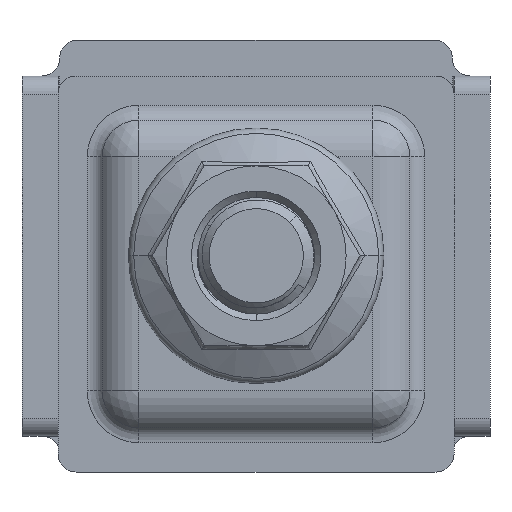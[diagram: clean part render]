
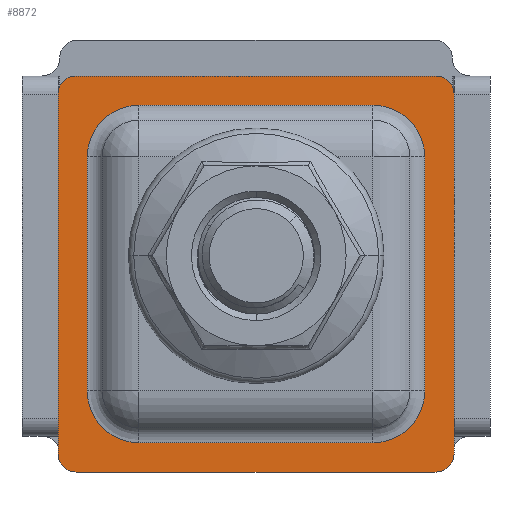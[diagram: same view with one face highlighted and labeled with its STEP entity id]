
A CAD part, front view. The second image highlights one B-rep face of the part: STEP entity #8872.
In plain terms, the highlighted face is planar.
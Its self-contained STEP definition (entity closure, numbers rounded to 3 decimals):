
#8201=CARTESIAN_POINT('',(10.,-10.,2.));
#8202=DIRECTION('',(0.,0.,-1.));
#8203=DIRECTION('',(1.,0.,0.));
#8204=AXIS2_PLACEMENT_3D('',#8201,#8202,#8203);
#8206=DIRECTION('',(1.,0.,0.));
#8207=VECTOR('',#8206,20.);
#8208=CARTESIAN_POINT('',(-10.,-11.,2.));
#8209=LINE('',#8208,#8207);
#8210=CARTESIAN_POINT('',(-10.,-10.,2.));
#8211=DIRECTION('',(0.,0.,-1.));
#8212=DIRECTION('',(0.,-1.,0.));
#8213=AXIS2_PLACEMENT_3D('',#8210,#8211,#8212);
#8215=DIRECTION('',(0.,-1.,0.));
#8216=VECTOR('',#8215,20.);
#8217=CARTESIAN_POINT('',(-11.,10.,2.));
#8218=LINE('',#8217,#8216);
#8219=CARTESIAN_POINT('',(-10.,10.,2.));
#8220=DIRECTION('',(0.,0.,-1.));
#8221=DIRECTION('',(-1.,0.,0.));
#8222=AXIS2_PLACEMENT_3D('',#8219,#8220,#8221);
#8224=DIRECTION('',(-1.,0.,0.));
#8225=VECTOR('',#8224,20.);
#8226=CARTESIAN_POINT('',(10.,11.,2.));
#8227=LINE('',#8226,#8225);
#8228=CARTESIAN_POINT('',(10.,10.,2.));
#8229=DIRECTION('',(0.,0.,-1.));
#8230=DIRECTION('',(0.,1.,0.));
#8231=AXIS2_PLACEMENT_3D('',#8228,#8229,#8230);
#8233=DIRECTION('',(0.,1.,0.));
#8234=VECTOR('',#8233,20.);
#8235=CARTESIAN_POINT('',(11.,-10.,2.));
#8236=LINE('',#8235,#8234);
#8237=CARTESIAN_POINT('',(6.5,6.5,2.));
#8238=DIRECTION('',(0.,0.,1.));
#8239=DIRECTION('',(1.,0.,0.));
#8240=AXIS2_PLACEMENT_3D('',#8237,#8238,#8239);
#8242=DIRECTION('',(-1.,0.,0.));
#8243=VECTOR('',#8242,13.);
#8244=CARTESIAN_POINT('',(6.5,9.372,2.));
#8245=LINE('',#8244,#8243);
#8246=CARTESIAN_POINT('',(-6.5,6.5,2.));
#8247=DIRECTION('',(0.,0.,1.));
#8248=DIRECTION('',(0.,1.,0.));
#8249=AXIS2_PLACEMENT_3D('',#8246,#8247,#8248);
#8251=DIRECTION('',(0.,-1.,0.));
#8252=VECTOR('',#8251,13.);
#8253=CARTESIAN_POINT('',(-9.372,6.5,2.));
#8254=LINE('',#8253,#8252);
#8255=CARTESIAN_POINT('',(-6.5,-6.5,2.));
#8256=DIRECTION('',(0.,0.,1.));
#8257=DIRECTION('',(-1.,0.,0.));
#8258=AXIS2_PLACEMENT_3D('',#8255,#8256,#8257);
#8260=DIRECTION('',(1.,0.,0.));
#8261=VECTOR('',#8260,13.);
#8262=CARTESIAN_POINT('',(-6.5,-9.372,2.));
#8263=LINE('',#8262,#8261);
#8264=CARTESIAN_POINT('',(6.5,-6.5,2.));
#8265=DIRECTION('',(0.,0.,1.));
#8266=DIRECTION('',(0.,-1.,0.));
#8267=AXIS2_PLACEMENT_3D('',#8264,#8265,#8266);
#8269=DIRECTION('',(0.,1.,0.));
#8270=VECTOR('',#8269,13.);
#8271=CARTESIAN_POINT('',(9.372,-6.5,2.));
#8272=LINE('',#8271,#8270);
#8581=CARTESIAN_POINT('',(11.,-10.,2.));
#8582=CARTESIAN_POINT('',(10.,-11.,2.));
#8583=VERTEX_POINT('',#8581);
#8584=VERTEX_POINT('',#8582);
#8585=CARTESIAN_POINT('',(11.,10.,2.));
#8586=VERTEX_POINT('',#8585);
#8587=CARTESIAN_POINT('',(10.,11.,2.));
#8588=VERTEX_POINT('',#8587);
#8589=CARTESIAN_POINT('',(-10.,11.,2.));
#8590=VERTEX_POINT('',#8589);
#8591=CARTESIAN_POINT('',(-11.,10.,2.));
#8592=VERTEX_POINT('',#8591);
#8593=CARTESIAN_POINT('',(-11.,-10.,2.));
#8594=VERTEX_POINT('',#8593);
#8595=CARTESIAN_POINT('',(-10.,-11.,2.));
#8596=VERTEX_POINT('',#8595);
#8613=CARTESIAN_POINT('',(9.372,6.5,2.));
#8614=CARTESIAN_POINT('',(6.5,9.372,2.));
#8615=VERTEX_POINT('',#8613);
#8616=VERTEX_POINT('',#8614);
#8621=CARTESIAN_POINT('',(-6.5,9.372,2.));
#8622=VERTEX_POINT('',#8621);
#8625=CARTESIAN_POINT('',(-9.372,6.5,2.));
#8626=VERTEX_POINT('',#8625);
#8629=CARTESIAN_POINT('',(-9.372,-6.5,2.));
#8630=VERTEX_POINT('',#8629);
#8633=CARTESIAN_POINT('',(-6.5,-9.372,2.));
#8634=VERTEX_POINT('',#8633);
#8637=CARTESIAN_POINT('',(6.5,-9.372,2.));
#8638=VERTEX_POINT('',#8637);
#8641=CARTESIAN_POINT('',(9.372,-6.5,2.));
#8642=VERTEX_POINT('',#8641);
#8839=CARTESIAN_POINT('',(0.,0.,2.));
#8840=DIRECTION('',(0.,0.,1.));
#8841=DIRECTION('',(1.,0.,0.));
#8842=AXIS2_PLACEMENT_3D('',#8839,#8840,#8841);
#8843=PLANE('',#8842);
#8844=ORIENTED_EDGE('',*,*,#8735,.T.);
#8845=ORIENTED_EDGE('',*,*,#8750,.F.);
#8846=ORIENTED_EDGE('',*,*,#8764,.T.);
#8847=ORIENTED_EDGE('',*,*,#8778,.F.);
#8848=ORIENTED_EDGE('',*,*,#8792,.T.);
#8849=ORIENTED_EDGE('',*,*,#8806,.F.);
#8850=ORIENTED_EDGE('',*,*,#8820,.T.);
#8851=ORIENTED_EDGE('',*,*,#8833,.F.);
#8852=EDGE_LOOP('',(#8844,#8845,#8846,#8847,#8848,#8849,#8850,#8851));
#8853=FACE_OUTER_BOUND('',#8852,.F.);
#8855=ORIENTED_EDGE('',*,*,#8854,.T.);
#8857=ORIENTED_EDGE('',*,*,#8856,.T.);
#8859=ORIENTED_EDGE('',*,*,#8858,.T.);
#8861=ORIENTED_EDGE('',*,*,#8860,.T.);
#8863=ORIENTED_EDGE('',*,*,#8862,.T.);
#8865=ORIENTED_EDGE('',*,*,#8864,.T.);
#8867=ORIENTED_EDGE('',*,*,#8866,.T.);
#8869=ORIENTED_EDGE('',*,*,#8868,.T.);
#8870=EDGE_LOOP('',(#8855,#8857,#8859,#8861,#8863,#8865,#8867,#8869));
#8871=FACE_BOUND('',#8870,.F.);
#8872=ADVANCED_FACE('',(#8853,#8871),#8843,.T.);
#8205=CIRCLE('',#8204,1.);
#8214=CIRCLE('',#8213,1.);
#8223=CIRCLE('',#8222,1.);
#8232=CIRCLE('',#8231,1.);
#8241=CIRCLE('',#8240,2.872);
#8250=CIRCLE('',#8249,2.872);
#8259=CIRCLE('',#8258,2.872);
#8268=CIRCLE('',#8267,2.872);
#8735=EDGE_CURVE('',#8583,#8584,#8205,.T.);
#8750=EDGE_CURVE('',#8596,#8584,#8209,.T.);
#8764=EDGE_CURVE('',#8596,#8594,#8214,.T.);
#8778=EDGE_CURVE('',#8592,#8594,#8218,.T.);
#8792=EDGE_CURVE('',#8592,#8590,#8223,.T.);
#8806=EDGE_CURVE('',#8588,#8590,#8227,.T.);
#8820=EDGE_CURVE('',#8588,#8586,#8232,.T.);
#8833=EDGE_CURVE('',#8583,#8586,#8236,.T.);
#8854=EDGE_CURVE('',#8615,#8616,#8241,.T.);
#8856=EDGE_CURVE('',#8616,#8622,#8245,.T.);
#8858=EDGE_CURVE('',#8622,#8626,#8250,.T.);
#8860=EDGE_CURVE('',#8626,#8630,#8254,.T.);
#8862=EDGE_CURVE('',#8630,#8634,#8259,.T.);
#8864=EDGE_CURVE('',#8634,#8638,#8263,.T.);
#8866=EDGE_CURVE('',#8638,#8642,#8268,.T.);
#8868=EDGE_CURVE('',#8642,#8615,#8272,.T.);
